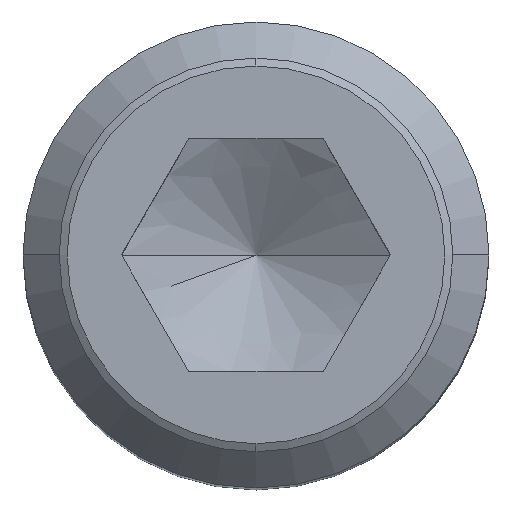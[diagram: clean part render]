
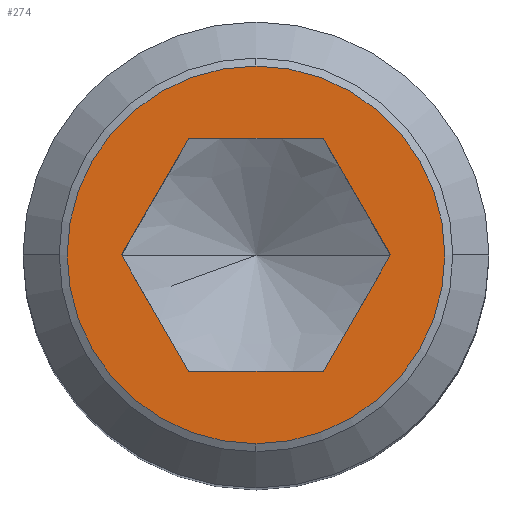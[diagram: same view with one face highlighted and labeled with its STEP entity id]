
A CAD part, top view. The second image highlights one B-rep face of the part: STEP entity #274.
In plain terms, the highlighted planar face has unit normal (0, 0, 1).
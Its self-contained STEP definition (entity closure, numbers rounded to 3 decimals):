
#136=VERTEX_POINT('',#361);
#154=EDGE_CURVE('',#136,#272,#383,.T.);
#172=VERTEX_POINT('',#404);
#186=EDGE_CURVE('',#302,#172,#421,.T.);
#190=EDGE_CURVE('',#314,#220,#425,.T.);
#216=EDGE_CURVE('',#220,#268,#454,.T.);
#220=VERTEX_POINT('',#458);
#264=EDGE_CURVE('',#268,#136,#504,.T.);
#268=VERTEX_POINT('',#508);
#272=VERTEX_POINT('',#512);
#274=ADVANCED_FACE('',(#514,#515),#516,.T.);
#290=EDGE_CURVE('',#324,#314,#534,.T.);
#302=VERTEX_POINT('',#547);
#314=VERTEX_POINT('',#560);
#316=EDGE_CURVE('',#272,#324,#562,.T.);
#324=VERTEX_POINT('',#571);
#336=EDGE_CURVE('',#172,#302,#585,.T.);
#361=CARTESIAN_POINT('',(1.155,0.0,0.));
#383=LINE('',#623,#624);
#404=CARTESIAN_POINT('',(0.,1.621,0.));
#421=CIRCLE('',#680,1.621);
#425=LINE('',#686,#687);
#454=LINE('',#742,#743);
#458=CARTESIAN_POINT('',(-0.577,1.0,0.));
#504=LINE('',#824,#825);
#508=CARTESIAN_POINT('',(0.577,1.0,0.));
#512=CARTESIAN_POINT('',(0.577,-1.0,0.));
#514=FACE_BOUND('',#845,.T.);
#515=FACE_OUTER_BOUND('',#846,.T.);
#516=PLANE('',#847);
#534=LINE('',#870,#871);
#547=CARTESIAN_POINT('',(0.,-1.621,0.));
#560=CARTESIAN_POINT('',(-1.155,0.0,0.));
#562=LINE('',#909,#910);
#571=CARTESIAN_POINT('',(-0.577,-1.0,0.));
#585=CIRCLE('',#949,1.621);
#623=CARTESIAN_POINT('',(0.722,-0.75,0.));
#624=VECTOR('',#988,1.0);
#680=AXIS2_PLACEMENT_3D('',#1052,#1053,#1054);
#686=CARTESIAN_POINT('',(-0.722,0.75,0.));
#687=VECTOR('',#1058,1.0);
#742=CARTESIAN_POINT('',(0.289,1.0,0.));
#743=VECTOR('',#1090,1.0);
#824=CARTESIAN_POINT('',(1.01,0.25,0.));
#825=VECTOR('',#1124,1.0);
#845=EDGE_LOOP('',(#1126,#1127,#1128,#1129,#1130,#1131));
#846=EDGE_LOOP('',(#1132,#1133));
#847=AXIS2_PLACEMENT_3D('',#1134,#1135,#1136);
#870=CARTESIAN_POINT('',(-1.01,-0.25,0.));
#871=VECTOR('',#1154,1.0);
#909=CARTESIAN_POINT('',(-0.289,-1.0,0.));
#910=VECTOR('',#1189,1.0);
#949=AXIS2_PLACEMENT_3D('',#1218,#1219,#1220);
#988=DIRECTION('',(-0.5,-0.866,0.));
#1052=CARTESIAN_POINT('',(0.,0.,0.));
#1053=DIRECTION('',(0.0,0.0,1.0));
#1054=DIRECTION('',(0.,1.0,0.0));
#1058=DIRECTION('',(0.5,0.866,0.));
#1090=DIRECTION('',(1.0,0.0,0.0));
#1124=DIRECTION('',(0.5,-0.866,0.));
#1126=ORIENTED_EDGE('',*,*,#290,.T.);
#1127=ORIENTED_EDGE('',*,*,#190,.T.);
#1128=ORIENTED_EDGE('',*,*,#216,.T.);
#1129=ORIENTED_EDGE('',*,*,#264,.T.);
#1130=ORIENTED_EDGE('',*,*,#154,.T.);
#1131=ORIENTED_EDGE('',*,*,#316,.T.);
#1132=ORIENTED_EDGE('',*,*,#336,.T.);
#1133=ORIENTED_EDGE('',*,*,#186,.T.);
#1134=CARTESIAN_POINT('',(-1.402,0.,0.));
#1135=DIRECTION('',(0.0,0.0,1.0));
#1136=DIRECTION('',(-1.0,0.,0.0));
#1154=DIRECTION('',(-0.5,0.866,0.));
#1189=DIRECTION('',(-1.0,0.0,0.0));
#1218=CARTESIAN_POINT('',(0.,0.,0.));
#1219=DIRECTION('',(0.0,0.0,1.0));
#1220=DIRECTION('',(0.,1.0,0.0));
